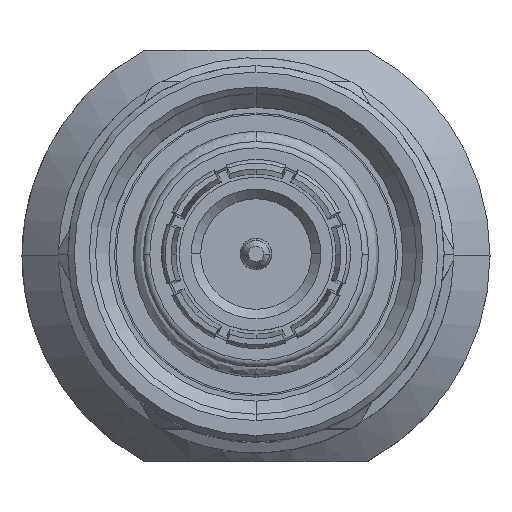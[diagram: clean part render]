
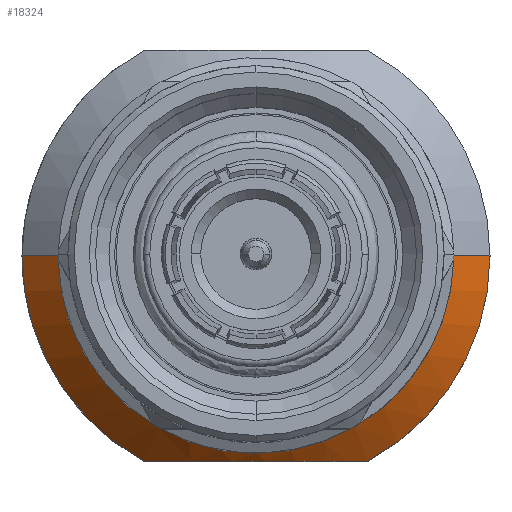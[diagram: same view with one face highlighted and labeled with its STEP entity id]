
A CAD part, top view. The second image highlights one B-rep face of the part: STEP entity #18324.
In plain terms, the highlighted conical face has half-angle 45 degrees and reference radius 7.4 mm.
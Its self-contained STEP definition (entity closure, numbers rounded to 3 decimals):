
#145 = LINE ( 'NONE', #8820, #11629 ) ;
#977 = CARTESIAN_POINT ( 'NONE',  ( -2.404, -6.5, -32.455 ) ) ;
#1319 = CARTESIAN_POINT ( 'NONE',  ( -2.111, -6.5, -32.358 ) ) ;
#1427 = CARTESIAN_POINT ( 'NONE',  ( -1.226, -6.5, -32.12 ) ) ;
#1787 = ORIENTED_EDGE ( 'NONE', *, *, #6006, .T. ) ;
#3148 = CARTESIAN_POINT ( 'NONE',  ( 3.537, -6.5, -32.93 ) ) ;
#3162 = CARTESIAN_POINT ( 'NONE',  ( -3.261, -6.5, -32.798 ) ) ;
#3267 = CARTESIAN_POINT ( 'NONE',  ( 2.406, -6.5, -32.456 ) ) ;
#3352 = CIRCLE ( 'NONE', #8799, 6.25 ) ;
#4389 = CIRCLE ( 'NONE', #19708, 7.4 ) ;
#4446 = AXIS2_PLACEMENT_3D ( 'NONE', #5664, #21367, #17810 ) ;
#4897 = CARTESIAN_POINT ( 'NONE',  ( 7.4, 0., -32.93 ) ) ;
#4931 = CONICAL_SURFACE ( 'NONE', #21750, 7.4, 0.785 ) ;
#5544 = VECTOR ( 'NONE', #22216, 1000. ) ;
#5664 = CARTESIAN_POINT ( 'NONE',  ( 0., 0., -32.93 ) ) ;
#5814 = VERTEX_POINT ( 'NONE', #19432 ) ;
#6006 = EDGE_CURVE ( 'NONE', #5814, #21115, #4389, .T. ) ;
#6555 = CARTESIAN_POINT ( 'NONE',  ( -0.621, -6.5, -32.03 ) ) ;
#6673 = CARTESIAN_POINT ( 'NONE',  ( 2.112, -6.5, -32.359 ) ) ;
#7306 = EDGE_CURVE ( 'NONE', #13227, #12718, #145, .T. ) ;
#7931 = CARTESIAN_POINT ( 'NONE',  ( -3.537, -6.5, -32.93 ) ) ;
#8032 = CARTESIAN_POINT ( 'NONE',  ( 0.62, -6.5, -32.03 ) ) ;
#8358 = CARTESIAN_POINT ( 'NONE',  ( 3.262, -6.5, -32.798 ) ) ;
#8451 = ORIENTED_EDGE ( 'NONE', *, *, #20940, .T. ) ;
#8717 = ORIENTED_EDGE ( 'NONE', *, *, #10001, .F. ) ;
#8799 = AXIS2_PLACEMENT_3D ( 'NONE', #9528, #21687, #9307 ) ;
#8820 = CARTESIAN_POINT ( 'NONE',  ( 7.4, 0., -32.93 ) ) ;
#9026 = CARTESIAN_POINT ( 'NONE',  ( -3.537, -6.5, -32.93 ) ) ;
#9222 = ORIENTED_EDGE ( 'NONE', *, *, #7306, .F. ) ;
#9307 = DIRECTION ( 'NONE',  ( 1., 0., 0. ) ) ;
#9437 = EDGE_CURVE ( 'NONE', #20566, #5814, #17076, .T. ) ;
#9528 = CARTESIAN_POINT ( 'NONE',  ( 0., 0., -31.78 ) ) ;
#9712 = CARTESIAN_POINT ( 'NONE',  ( 6.25, 0., -31.78 ) ) ;
#9940 = EDGE_CURVE ( 'NONE', #16703, #12718, #18675, .T. ) ;
#10001 = EDGE_CURVE ( 'NONE', #20566, #13227, #3352, .T. ) ;
#11193 = DIRECTION ( 'NONE',  ( 0., 0., -1. ) ) ;
#11629 = VECTOR ( 'NONE', #14098, 1000. ) ;
#12718 = VERTEX_POINT ( 'NONE', #4897 ) ;
#12791 = EDGE_LOOP ( 'NONE', ( #9222, #8717, #13143, #1787, #8451, #20221 ) ) ;
#13100 = CARTESIAN_POINT ( 'NONE',  ( -7.4, 0., -32.93 ) ) ;
#13143 = ORIENTED_EDGE ( 'NONE', *, *, #9437, .T. ) ;
#13227 = VERTEX_POINT ( 'NONE', #9712 ) ;
#13307 = CARTESIAN_POINT ( 'NONE',  ( -2.981, -6.5, -32.676 ) ) ;
#14038 = DIRECTION ( 'NONE',  ( 0., 0., 1. ) ) ;
#14098 = DIRECTION ( 'NONE',  ( 0.707, 0., -0.707 ) ) ;
#14543 = FACE_OUTER_BOUND ( 'NONE', #12791, .T. ) ;
#14638 = CARTESIAN_POINT ( 'NONE',  ( -6.25, 0., -31.78 ) ) ;
#15367 = CARTESIAN_POINT ( 'NONE',  ( 3.537, -6.5, -32.93 ) ) ;
#16703 = VERTEX_POINT ( 'NONE', #3148 ) ;
#17076 = LINE ( 'NONE', #13100, #5544 ) ;
#17709 = DIRECTION ( 'NONE',  ( 1., 0., 0. ) ) ;
#17765 = B_SPLINE_CURVE_WITH_KNOTS ( 'NONE', 3,
 ( #7931, #3162, #13307, #977, #1319, #1427, #6555, #8032, #20538, #6673, #3267, #18810, #8358, #15367 ),
 .UNSPECIFIED., .F., .F.,
 ( 4, 2, 2, 2, 2, 2, 4 ),
 ( 0.005, 0.005, 0.006, 0.008, 0.01, 0.011, 0.012 ),
 .UNSPECIFIED. ) ;
#17810 = DIRECTION ( 'NONE',  ( 1., 0., 0. ) ) ;
#18198 = DIRECTION ( 'NONE',  ( -1., 0., 0. ) ) ;
#18324 = ADVANCED_FACE ( 'NONE', ( #14543 ), #4931, .T. ) ;
#18675 = CIRCLE ( 'NONE', #4446, 7.4 ) ;
#18810 = CARTESIAN_POINT ( 'NONE',  ( 2.981, -6.5, -32.676 ) ) ;
#19432 = CARTESIAN_POINT ( 'NONE',  ( -7.4, 0., -32.93 ) ) ;
#19708 = AXIS2_PLACEMENT_3D ( 'NONE', #22616, #14038, #17709 ) ;
#19800 = CARTESIAN_POINT ( 'NONE',  ( 0., 0., -32.93 ) ) ;
#20221 = ORIENTED_EDGE ( 'NONE', *, *, #9940, .T. ) ;
#20538 = CARTESIAN_POINT ( 'NONE',  ( 1.225, -6.5, -32.12 ) ) ;
#20566 = VERTEX_POINT ( 'NONE', #14638 ) ;
#20940 = EDGE_CURVE ( 'NONE', #21115, #16703, #17765, .T. ) ;
#21115 = VERTEX_POINT ( 'NONE', #9026 ) ;
#21367 = DIRECTION ( 'NONE',  ( 0., 0., 1. ) ) ;
#21687 = DIRECTION ( 'NONE',  ( 0., 0., 1. ) ) ;
#21750 = AXIS2_PLACEMENT_3D ( 'NONE', #19800, #11193, #18198 ) ;
#22216 = DIRECTION ( 'NONE',  ( -0.707, 0., -0.707 ) ) ;
#22616 = CARTESIAN_POINT ( 'NONE',  ( 0., 0., -32.93 ) ) ;
